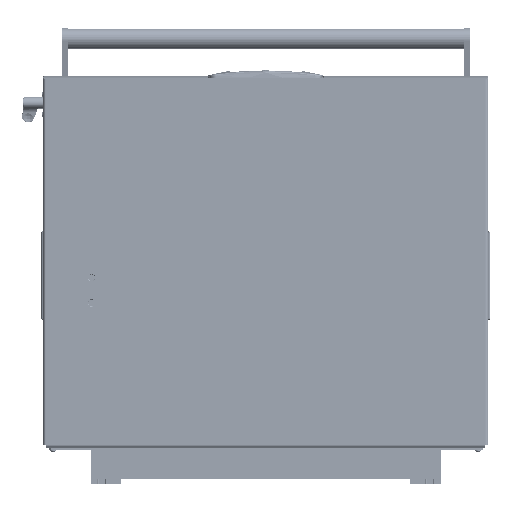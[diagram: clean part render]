
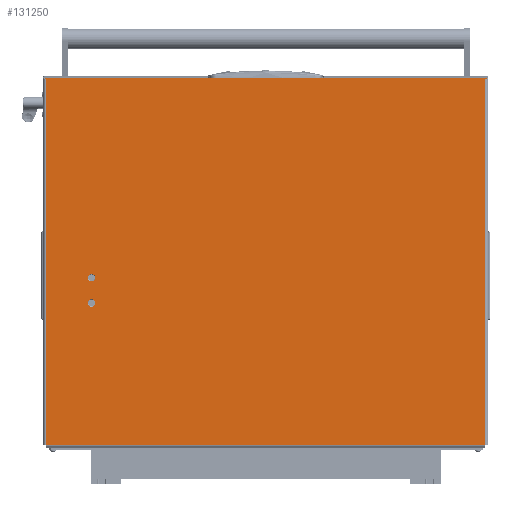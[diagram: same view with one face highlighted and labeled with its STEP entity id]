
A CAD part, front view. The second image highlights one B-rep face of the part: STEP entity #131250.
In plain terms, the highlighted face is planar.
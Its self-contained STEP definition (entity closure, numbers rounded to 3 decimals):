
#257 = EDGE_CURVE ( 'NONE', #154667, #134215, #75023, .T. ) ;
#1515 = CARTESIAN_POINT ( 'NONE',  ( 280.2, 545., 0. ) ) ;
#2626 = EDGE_CURVE ( 'NONE', #81735, #125815, #163189, .T. ) ;
#3711 = VECTOR ( 'NONE', #80091, 1000. ) ;
#7267 = EDGE_CURVE ( 'NONE', #60774, #134215, #121165, .T. ) ;
#8886 = DIRECTION ( 'NONE',  ( 1., 0., 0. ) ) ;
#11084 = ORIENTED_EDGE ( 'NONE', *, *, #88018, .F. ) ;
#11265 = CARTESIAN_POINT ( 'NONE',  ( 304.8, 545., 0. ) ) ;
#15415 = DIRECTION ( 'NONE',  ( -1., 0., 0. ) ) ;
#20124 = EDGE_CURVE ( 'NONE', #66520, #50654, #51893, .T. ) ;
#21614 = VECTOR ( 'NONE', #37592, 1000. ) ;
#23805 = CARTESIAN_POINT ( 'NONE',  ( 0., 0., 0. ) ) ;
#24548 = AXIS2_PLACEMENT_3D ( 'NONE', #67107, #69561, #117820 ) ;
#25036 = CARTESIAN_POINT ( 'NONE',  ( 315.2, 545., 0. ) ) ;
#26426 = DIRECTION ( 'NONE',  ( -1., 0., 0. ) ) ;
#26548 = ORIENTED_EDGE ( 'NONE', *, *, #94513, .F. ) ;
#27724 = CARTESIAN_POINT ( 'NONE',  ( 0., 610., 0. ) ) ;
#29638 = FACE_BOUND ( 'NONE', #164218, .T. ) ;
#30464 = ORIENTED_EDGE ( 'NONE', *, *, #20124, .F. ) ;
#30835 = CARTESIAN_POINT ( 'NONE',  ( 275., 545., 0. ) ) ;
#34123 = EDGE_LOOP ( 'NONE', ( #49966, #30464 ) ) ;
#35790 = CARTESIAN_POINT ( 'NONE',  ( -2., -2., 0. ) ) ;
#37592 = DIRECTION ( 'NONE',  ( 0., -1., 0. ) ) ;
#39972 = CARTESIAN_POINT ( 'NONE',  ( 0., -4., 0. ) ) ;
#41095 = VECTOR ( 'NONE', #43144, 1000. ) ;
#41193 = DIRECTION ( 'NONE',  ( -1., 0., 0. ) ) ;
#41383 = EDGE_CURVE ( 'NONE', #129414, #159774, #128671, .T. ) ;
#43144 = DIRECTION ( 'NONE',  ( 0., 1., 0. ) ) ;
#43262 = CARTESIAN_POINT ( 'NONE',  ( 506., 0., 0. ) ) ;
#44570 = FACE_OUTER_BOUND ( 'NONE', #136578, .T. ) ;
#45904 = VECTOR ( 'NONE', #63511, 1000. ) ;
#47127 = DIRECTION ( 'NONE',  ( -1., 0., 0. ) ) ;
#47580 = VERTEX_POINT ( 'NONE', #1515 ) ;
#48011 = EDGE_CURVE ( 'NONE', #118063, #47580, #54265, .T. ) ;
#49966 = ORIENTED_EDGE ( 'NONE', *, *, #125737, .F. ) ;
#50654 = VERTEX_POINT ( 'NONE', #11265 ) ;
#50826 = DIRECTION ( 'NONE',  ( 0., 1., 0. ) ) ;
#51893 = CIRCLE ( 'NONE', #147603, 5.2 ) ;
#54265 = CIRCLE ( 'NONE', #112685, 5.2 ) ;
#56648 = DIRECTION ( 'NONE',  ( 0., 0., -1. ) ) ;
#57961 = CARTESIAN_POINT ( 'NONE',  ( 0., 608., 0. ) ) ;
#60774 = VERTEX_POINT ( 'NONE', #142546 ) ;
#62710 = LINE ( 'NONE', #76796, #45904 ) ;
#63511 = DIRECTION ( 'NONE',  ( -1., 0., 0. ) ) ;
#64310 = CIRCLE ( 'NONE', #146734, 5.2 ) ;
#64863 = ORIENTED_EDGE ( 'NONE', *, *, #2626, .F. ) ;
#66520 = VERTEX_POINT ( 'NONE', #25036 ) ;
#67107 = CARTESIAN_POINT ( 'NONE',  ( 0., 608., 0. ) ) ;
#67899 = DIRECTION ( 'NONE',  ( 0., 1., 0. ) ) ;
#69561 = DIRECTION ( 'NONE',  ( 0., 0., -1. ) ) ;
#70053 = ORIENTED_EDGE ( 'NONE', *, *, #257, .T. ) ;
#70582 = CARTESIAN_POINT ( 'NONE',  ( -2., 610., 0. ) ) ;
#75023 = LINE ( 'NONE', #125780, #21614 ) ;
#76419 = CIRCLE ( 'NONE', #100273, 5.2 ) ;
#76636 = CARTESIAN_POINT ( 'NONE',  ( 0., 608., 0. ) ) ;
#76796 = CARTESIAN_POINT ( 'NONE',  ( 0., -2., 0. ) ) ;
#77161 = ORIENTED_EDGE ( 'NONE', *, *, #85175, .F. ) ;
#78627 = CARTESIAN_POINT ( 'NONE',  ( 310., 545., 0. ) ) ;
#80091 = DIRECTION ( 'NONE',  ( 1., 0., 0. ) ) ;
#81735 = VERTEX_POINT ( 'NONE', #76636 ) ;
#83215 = ORIENTED_EDGE ( 'NONE', *, *, #7267, .F. ) ;
#83710 = LINE ( 'NONE', #57961, #143286 ) ;
#85175 = EDGE_CURVE ( 'NONE', #47580, #118063, #76419, .T. ) ;
#86703 = CARTESIAN_POINT ( 'NONE',  ( 269.8, 545., 0. ) ) ;
#88018 = EDGE_CURVE ( 'NONE', #154667, #81735, #83710, .T. ) ;
#88840 = CARTESIAN_POINT ( 'NONE',  ( 310., 545., 0. ) ) ;
#89980 = VECTOR ( 'NONE', #8886, 1000. ) ;
#91916 = CARTESIAN_POINT ( 'NONE',  ( 0., -2., 0. ) ) ;
#93628 = CARTESIAN_POINT ( 'NONE',  ( -2., -4., 0. ) ) ;
#94513 = EDGE_CURVE ( 'NONE', #116407, #60774, #131363, .T. ) ;
#94837 = DIRECTION ( 'NONE',  ( -1., 0., 0. ) ) ;
#100273 = AXIS2_PLACEMENT_3D ( 'NONE', #30835, #56648, #94837 ) ;
#100478 = DIRECTION ( 'NONE',  ( 0., 0., -1. ) ) ;
#106131 = FACE_BOUND ( 'NONE', #34123, .T. ) ;
#106449 = VECTOR ( 'NONE', #67899, 1000. ) ;
#108199 = ORIENTED_EDGE ( 'NONE', *, *, #144422, .T. ) ;
#109973 = ORIENTED_EDGE ( 'NONE', *, *, #132035, .T. ) ;
#112685 = AXIS2_PLACEMENT_3D ( 'NONE', #155200, #119302, #41193 ) ;
#114032 = ORIENTED_EDGE ( 'NONE', *, *, #41383, .T. ) ;
#115085 = LINE ( 'NONE', #27724, #3711 ) ;
#116209 = CARTESIAN_POINT ( 'NONE',  ( 0., 610., 0. ) ) ;
#116407 = VERTEX_POINT ( 'NONE', #91916 ) ;
#117820 = DIRECTION ( 'NONE',  ( -1., 0., 0. ) ) ;
#118063 = VERTEX_POINT ( 'NONE', #86703 ) ;
#118822 = CARTESIAN_POINT ( 'NONE',  ( 0., -4., 0. ) ) ;
#119302 = DIRECTION ( 'NONE',  ( 0., 0., -1. ) ) ;
#120251 = PLANE ( 'NONE',  #24548 ) ;
#121165 = LINE ( 'NONE', #23805, #89980 ) ;
#125737 = EDGE_CURVE ( 'NONE', #50654, #66520, #64310, .T. ) ;
#125780 = CARTESIAN_POINT ( 'NONE',  ( 506., 608., 0. ) ) ;
#125815 = VERTEX_POINT ( 'NONE', #116209 ) ;
#128671 = LINE ( 'NONE', #93628, #106449 ) ;
#129398 = DIRECTION ( 'NONE',  ( 0., 0., -1. ) ) ;
#129414 = VERTEX_POINT ( 'NONE', #35790 ) ;
#131250 = ADVANCED_FACE ( 'NONE', ( #29638, #106131, #44570 ), #120251, .T. ) ;
#131363 = LINE ( 'NONE', #118822, #41095 ) ;
#132035 = EDGE_CURVE ( 'NONE', #116407, #129414, #62710, .T. ) ;
#134215 = VERTEX_POINT ( 'NONE', #43262 ) ;
#136578 = EDGE_LOOP ( 'NONE', ( #26548, #109973, #114032, #108199, #64863, #11084, #70053, #83215 ) ) ;
#142546 = CARTESIAN_POINT ( 'NONE',  ( 0., 0., 0. ) ) ;
#143286 = VECTOR ( 'NONE', #47127, 1000. ) ;
#144422 = EDGE_CURVE ( 'NONE', #159774, #125815, #115085, .T. ) ;
#146734 = AXIS2_PLACEMENT_3D ( 'NONE', #88840, #100478, #26426 ) ;
#147603 = AXIS2_PLACEMENT_3D ( 'NONE', #78627, #129398, #15415 ) ;
#152318 = VECTOR ( 'NONE', #50826, 1000. ) ;
#153937 = CARTESIAN_POINT ( 'NONE',  ( 506., 608., 0. ) ) ;
#154667 = VERTEX_POINT ( 'NONE', #153937 ) ;
#155200 = CARTESIAN_POINT ( 'NONE',  ( 275., 545., 0. ) ) ;
#159415 = ORIENTED_EDGE ( 'NONE', *, *, #48011, .F. ) ;
#159774 = VERTEX_POINT ( 'NONE', #70582 ) ;
#163189 = LINE ( 'NONE', #39972, #152318 ) ;
#164218 = EDGE_LOOP ( 'NONE', ( #159415, #77161 ) ) ;
